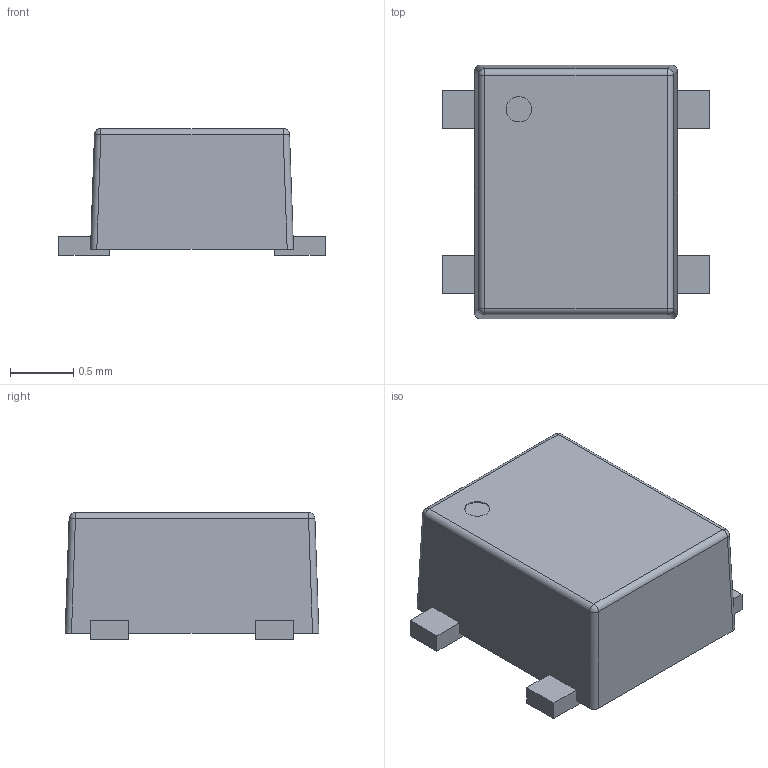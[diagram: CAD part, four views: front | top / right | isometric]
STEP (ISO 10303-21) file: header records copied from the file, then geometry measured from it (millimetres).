
FILE_DESCRIPTION (( 'STEP AP214' ), '1' );
FILE_NAME ('SON4.STEP', '2020-04-17T17:04:38', ( 'Elessar' ), ( '' ), 'SwSTEP 2.0', 'SolidWorks 2018', '' );
FILE_SCHEMA (( 'AUTOMOTIVE_DESIGN' ));
Length unit declared in the file: millimetre
Products named in the file (1): SON4
Bounding box: 2.1 x 2 x 1 mm (x, y, z)
Volume: 3 mm3; surface area: 13.8 mm2
Topology: 1 solids, 1 shells, 45 faces, 114 edges, 72 vertices
Faces by surface type: plane 31, cylinder 10, sphere 4
Entity records: 1857 total; most frequent: CARTESIAN_POINT 244, ORIENTED_EDGE 228, DIRECTION 218, EDGE_CURVE 114, LINE 94, VECTOR 94, VERTEX_POINT 72, AXIS2_PLACEMENT_3D 62
